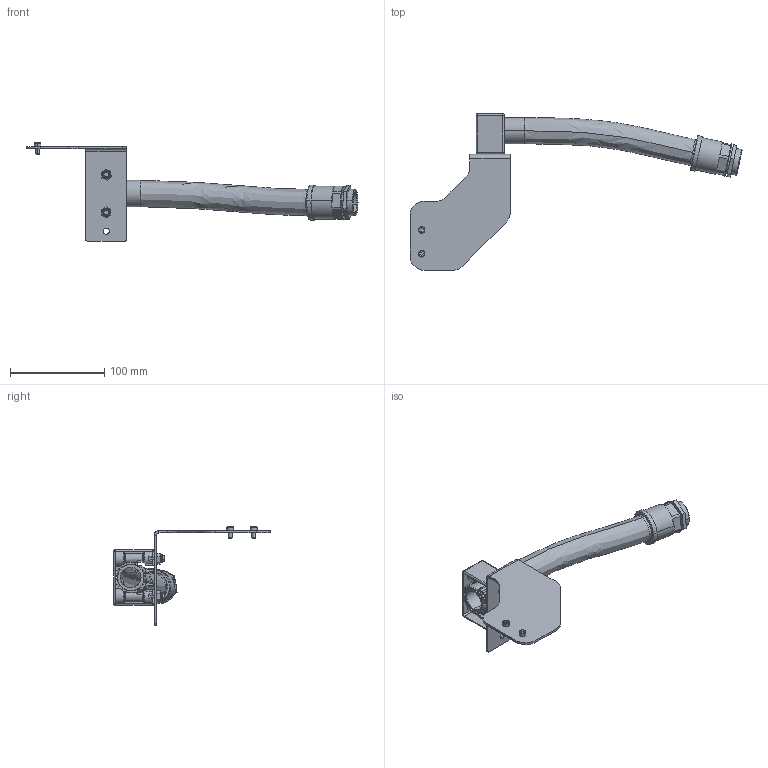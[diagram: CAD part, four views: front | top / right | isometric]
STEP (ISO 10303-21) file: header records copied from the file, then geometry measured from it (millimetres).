
FILE_DESCRIPTION (( 'STEP AP203' ), '1' );
FILE_NAME ('P2321.STEP', '2019-06-25T07:34:55', ( 'admin' ), ( '' ), 'SwSTEP 2.0', 'SolidWorks 2017', '' );
FILE_SCHEMA (( 'CONFIG_CONTROL_DESIGN' ));
Length unit declared in the file: millimetre
Products named in the file (1): P2321
Bounding box: 352.33 x 166.1 x 104.53 mm (x, y, z)
Volume: 137109.5 mm3; surface area: 109698.2 mm2
Topology: 11 solids, 11 shells, 544 faces, 1402 edges, 912 vertices
Faces by surface type: plane 239, cylinder 229, torus 28, bspline 28, cone 20
Entity records: 24106 total; most frequent: CARTESIAN_POINT 10623, DIRECTION 2834, ORIENTED_EDGE 2804, EDGE_CURVE 1402, AXIS2_PLACEMENT_3D 1049, VERTEX_POINT 912, LINE 736, VECTOR 736
